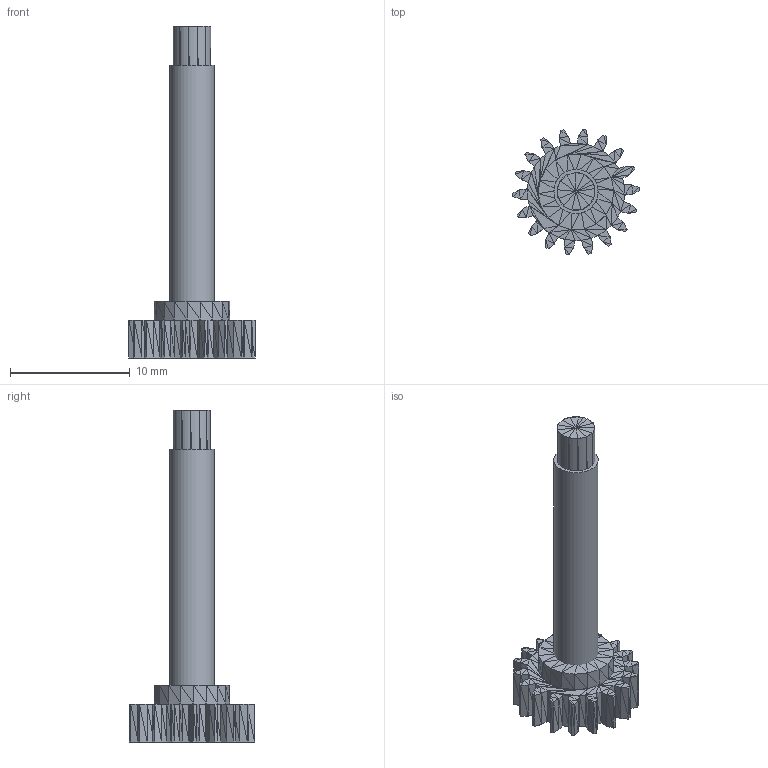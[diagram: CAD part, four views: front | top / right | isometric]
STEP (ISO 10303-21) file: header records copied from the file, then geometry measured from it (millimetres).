
FILE_DESCRIPTION(/* description */ (''),/* implementation_level */ '2;1');
FILE_NAME(/* name */ 'Battery_Voltage_IndicatorG1_V2 v1.step',/* time_stamp */ '2021-10-09T14:07:24+10:00',/* author */ (''),/* organization */ (''),/* preprocessor_version */ 'ST-DEVELOPER v18.1',/* originating_system */ 'Autodesk Translation Framework v10.10.0.1391',/* authorisation */ '');
FILE_SCHEMA (('AUTOMOTIVE_DESIGN { 1 0 10303 214 3 1 1 }'));
Length unit declared in the file: millimetre
Products named in the file (1): Battery_Voltage_IndicatorG1_V2
Bounding box: 10.58 x 10.52 x 27.78 mm (x, y, z)
Volume: 678.6 mm3; surface area: 1284.4 mm2
Topology: 3 solids, 3 shells, 567 faces, 852 edges, 291 vertices
Faces by surface type: plane 564, cylinder 3
Full cylindrical faces by diameter (mm): 3.7 x1
Entity records: 11139 total; most frequent: DIRECTION 1994, CARTESIAN_POINT 1711, ORIENTED_EDGE 1704, EDGE_CURVE 852, LINE 846, VECTOR 846, AXIS2_PLACEMENT_3D 574, EDGE_LOOP 569
